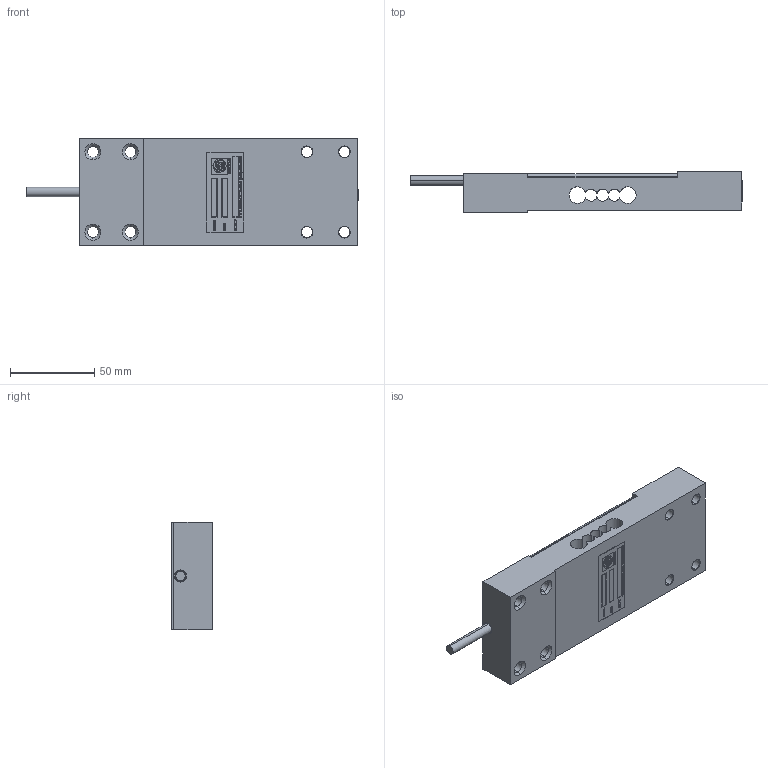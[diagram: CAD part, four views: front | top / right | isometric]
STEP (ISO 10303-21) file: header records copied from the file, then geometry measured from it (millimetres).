
FILE_DESCRIPTION (( 'STEP AP214' ), '1' );
FILE_NAME ('YM6-100 to 600 X1 (STEP).STEP', '2023-11-17T20:48:42', ( '' ), ( '' ), 'SwSTEP 2.0', 'SolidWorks 2021', '' );
FILE_SCHEMA (( 'AUTOMOTIVE_DESIGN' ));
Length unit declared in the file: inch
Products named in the file (1): YM6-100 to 600 X1 (STEP)
Bounding box: 196.98 x 24.13 x 63.5 mm (x, y, z)
Volume: 207630.2 mm3; surface area: 56666.7 mm2
Topology: 5 solids, 5 shells, 206 faces, 940 edges, 831 vertices
Faces by surface type: plane 130, cylinder 40, cone 36
Entity records: 16461 total; most frequent: CARTESIAN_POINT 5967, ORIENTED_EDGE 1876, DIRECTION 1205, EDGE_CURVE 938, VERTEX_POINT 831, LINE 559, VECTOR 559, AXIS2_PLACEMENT_3D 323
